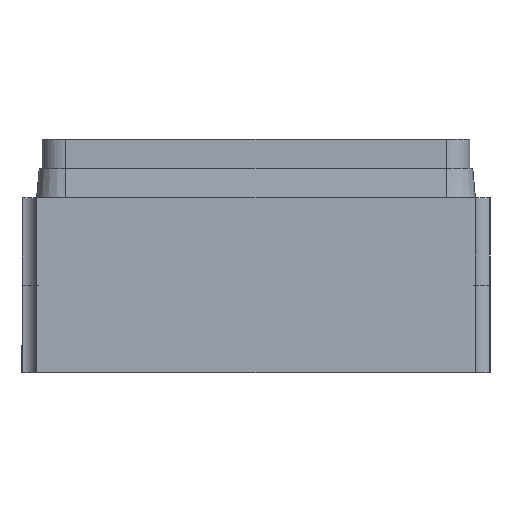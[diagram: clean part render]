
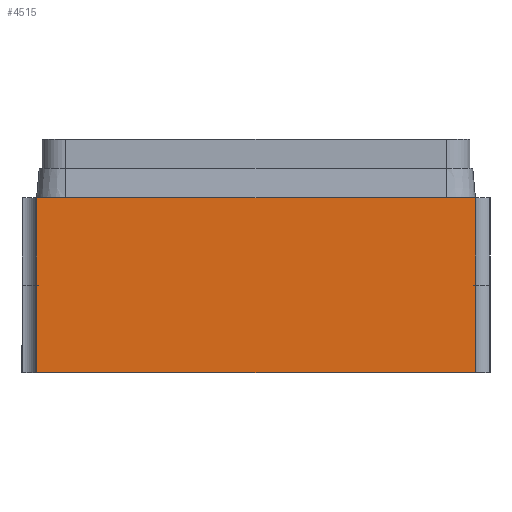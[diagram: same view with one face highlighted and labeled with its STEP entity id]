
A CAD part, left-side view. The second image highlights one B-rep face of the part: STEP entity #4515.
In plain terms, the highlighted planar face has unit normal (-1, 0, 0).
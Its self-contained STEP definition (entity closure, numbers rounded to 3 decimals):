
#564=ORIENTED_EDGE('',*,*,#1394,.T.);
#565=ORIENTED_EDGE('',*,*,#1351,.F.);
#566=ORIENTED_EDGE('',*,*,#1381,.F.);
#567=ORIENTED_EDGE('',*,*,#1414,.F.);
#568=ORIENTED_EDGE('',*,*,#1412,.T.);
#569=ORIENTED_EDGE('',*,*,#1292,.T.);
#1292=EDGE_CURVE('',#1769,#1775,#2093,.T.);
#1351=EDGE_CURVE('',#1816,#1817,#2149,.T.);
#1381=EDGE_CURVE('',#1834,#1816,#2168,.T.);
#1394=EDGE_CURVE('',#1775,#1817,#2176,.T.);
#1412=EDGE_CURVE('',#1848,#1769,#2185,.T.);
#1414=EDGE_CURVE('',#1848,#1834,#2186,.T.);
#1769=VERTEX_POINT('',#5825);
#1775=VERTEX_POINT('',#5839);
#1816=VERTEX_POINT('',#5958);
#1817=VERTEX_POINT('',#5962);
#1834=VERTEX_POINT('',#6038);
#1848=VERTEX_POINT('',#6121);
#2093=LINE('',#5840,#2399);
#2149=LINE('',#5961,#2455);
#2168=LINE('',#6039,#2474);
#2176=LINE('',#6067,#2482);
#2185=LINE('',#6120,#2491);
#2186=LINE('',#6124,#2492);
#2399=VECTOR('',#4973,1000.);
#2455=VECTOR('',#5077,1000.);
#2474=VECTOR('',#5130,1000.);
#2482=VECTOR('',#5150,1000.);
#2491=VECTOR('',#5185,1000.);
#2492=VECTOR('',#5190,1000.);
#2739=EDGE_LOOP('',(#564,#565,#566,#567,#568,#569));
#2959=FACE_BOUND('',#2739,.T.);
#3168=PLANE('',#4757);
#4515=ADVANCED_FACE('',(#2959),#3168,.F.);
#4757=AXIS2_PLACEMENT_3D('',#6123,#5188,#5189);
#4973=DIRECTION('',(0.,0.,-1.));
#5077=DIRECTION('',(0.,0.,-1.));
#5130=DIRECTION('',(0.,0.,-1.));
#5150=DIRECTION('',(0.,-1.,0.));
#5185=DIRECTION('',(0.,0.,-1.));
#5188=DIRECTION('',(1.,0.,0.));
#5189=DIRECTION('',(0.,1.,0.));
#5190=DIRECTION('',(0.,-1.,0.));
#5825=CARTESIAN_POINT('',(-1.,0.75,0.3));
#5839=CARTESIAN_POINT('',(-1.,0.75,0.));
#5840=CARTESIAN_POINT('',(-1.,0.75,0.6));
#5958=CARTESIAN_POINT('',(-1.,-0.75,0.3));
#5961=CARTESIAN_POINT('',(-1.,-0.75,0.6));
#5962=CARTESIAN_POINT('',(-1.,-0.75,0.));
#6038=CARTESIAN_POINT('',(-1.,-0.75,0.6));
#6039=CARTESIAN_POINT('',(-1.,-0.75,0.6));
#6067=CARTESIAN_POINT('',(-1.,0.75,0.));
#6120=CARTESIAN_POINT('',(-1.,0.75,0.6));
#6121=CARTESIAN_POINT('',(-1.,0.75,0.6));
#6123=CARTESIAN_POINT('',(-1.,0.75,0.6));
#6124=CARTESIAN_POINT('',(-1.,0.75,0.6));
